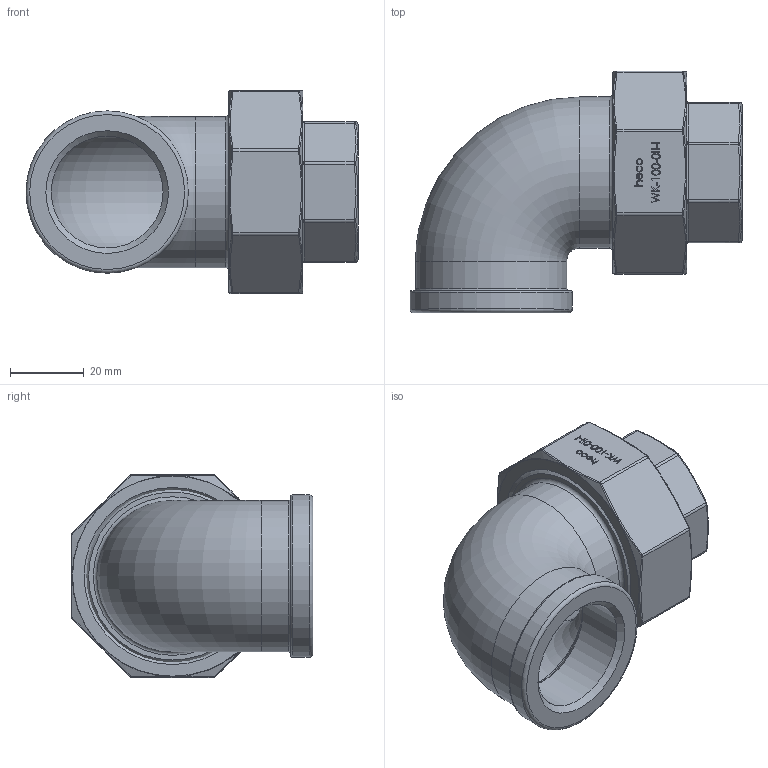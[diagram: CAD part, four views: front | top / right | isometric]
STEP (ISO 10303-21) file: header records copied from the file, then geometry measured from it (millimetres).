
FILE_DESCRIPTION (( 'STEP AP214' ), '1' );
FILE_NAME ('WK-100-0II-I Winkelverschraubung konisch 2202.STEP', '2022-02-18T10:33:21', ( '' ), ( '' ), 'SwSTEP 2.0', 'SolidWorks 2019', '' );
FILE_SCHEMA (( 'AUTOMOTIVE_DESIGN' ));
Length unit declared in the file: millimetre
Products named in the file (1): WK-100-0II-I Winkelverschraubung konisch 2202
Bounding box: 90 x 65.5 x 55.04 mm (x, y, z)
Volume: 68462.8 mm3; surface area: 34786.8 mm2
Topology: 3 solids, 3 shells, 331 faces, 781 edges, 492 vertices
Faces by surface type: plane 133, bspline 111, torus 39, cylinder 36, cone 12
Full cylindrical faces by diameter (mm): 30.29 x2, 34 x2, 41 x2, 42 x1, 42.5 x1, 44 x1, 45.5 x1, 45.84 x1, 48 x1
Entity records: 18045 total; most frequent: CARTESIAN_POINT 7741, ORIENTED_EDGE 1436, DIRECTION 1093, EDGE_CURVE 718, VERTEX_POINT 477, EDGE_LOOP 421, AXIS2_PLACEMENT_3D 391, FACE_OUTER_BOUND 367
